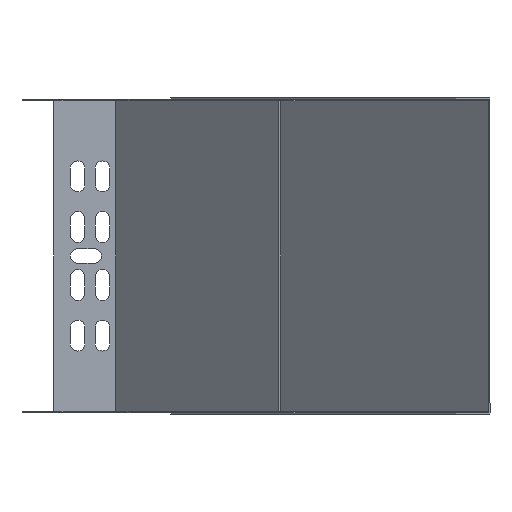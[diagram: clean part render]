
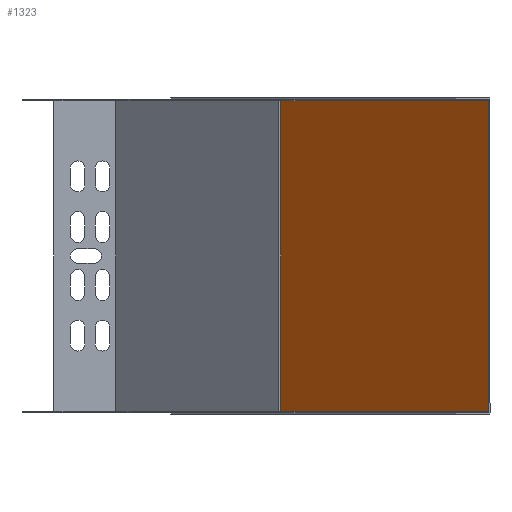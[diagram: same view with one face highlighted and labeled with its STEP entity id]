
A CAD part, front view. The second image highlights one B-rep face of the part: STEP entity #1323.
In plain terms, the highlighted planar face has unit normal (-0.707, -0.707, 0).
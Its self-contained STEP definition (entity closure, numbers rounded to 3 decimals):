
#370 = LINE ( 'NONE', #5492, #4194 ) ;
#1323 = ADVANCED_FACE ( 'NONE', ( #5836 ), #7157, .T. ) ;
#1685 = CARTESIAN_POINT ( 'NONE',  ( -8.613, 100.98, 45.029 ) ) ;
#1919 = AXIS2_PLACEMENT_3D ( 'NONE', #6628, #3805, #6337 ) ;
#1929 = VECTOR ( 'NONE', #4852, 1000. ) ;
#2254 = DIRECTION ( 'NONE',  ( 0.707, -0.707, 0. ) ) ;
#2563 = EDGE_CURVE ( 'NONE', #2938, #4883, #370, .T. ) ;
#2814 = EDGE_CURVE ( 'NONE', #3366, #4542, #4096, .T. ) ;
#2938 = VERTEX_POINT ( 'NONE', #8063 ) ;
#3132 = ORIENTED_EDGE ( 'NONE', *, *, #2563, .F. ) ;
#3361 = ORIENTED_EDGE ( 'NONE', *, *, #2814, .F. ) ;
#3366 = VERTEX_POINT ( 'NONE', #5509 ) ;
#3480 = EDGE_CURVE ( 'NONE', #2938, #4542, #4554, .T. ) ;
#3642 = EDGE_CURVE ( 'NONE', #3366, #4883, #3903, .T. ) ;
#3805 = DIRECTION ( 'NONE',  ( -0.707, -0.707, 0. ) ) ;
#3903 = LINE ( 'NONE', #3994, #7766 ) ;
#3994 = CARTESIAN_POINT ( 'NONE',  ( 129.272, -36.906, 45.029 ) ) ;
#4003 = DIRECTION ( 'NONE',  ( 0., 0., 1. ) ) ;
#4096 = LINE ( 'NONE', #4519, #7038 ) ;
#4194 = VECTOR ( 'NONE', #2254, 1000. ) ;
#4519 = CARTESIAN_POINT ( 'NONE',  ( 129.272, -36.906, 45.029 ) ) ;
#4542 = VERTEX_POINT ( 'NONE', #1685 ) ;
#4554 = LINE ( 'NONE', #4835, #1929 ) ;
#4835 = CARTESIAN_POINT ( 'NONE',  ( -8.613, 100.98, 45.029 ) ) ;
#4852 = DIRECTION ( 'NONE',  ( 0., 0., -1. ) ) ;
#4883 = VERTEX_POINT ( 'NONE', #7573 ) ;
#5205 = DIRECTION ( 'NONE',  ( -0.707, 0.707, 0. ) ) ;
#5346 = EDGE_LOOP ( 'NONE', ( #3361, #6414, #3132, #5877 ) ) ;
#5492 = CARTESIAN_POINT ( 'NONE',  ( -8.613, 100.98, 196.629 ) ) ;
#5509 = CARTESIAN_POINT ( 'NONE',  ( 129.272, -36.906, 45.029 ) ) ;
#5836 = FACE_OUTER_BOUND ( 'NONE', #5346, .T. ) ;
#5877 = ORIENTED_EDGE ( 'NONE', *, *, #3480, .T. ) ;
#6337 = DIRECTION ( 'NONE',  ( 0.707, -0.707, 0. ) ) ;
#6414 = ORIENTED_EDGE ( 'NONE', *, *, #3642, .T. ) ;
#6628 = CARTESIAN_POINT ( 'NONE',  ( 129.272, -36.906, 45.029 ) ) ;
#7038 = VECTOR ( 'NONE', #5205, 1000. ) ;
#7157 = PLANE ( 'NONE',  #1919 ) ;
#7573 = CARTESIAN_POINT ( 'NONE',  ( 129.272, -36.906, 196.629 ) ) ;
#7766 = VECTOR ( 'NONE', #4003, 1000. ) ;
#8063 = CARTESIAN_POINT ( 'NONE',  ( -8.613, 100.98, 196.629 ) ) ;
